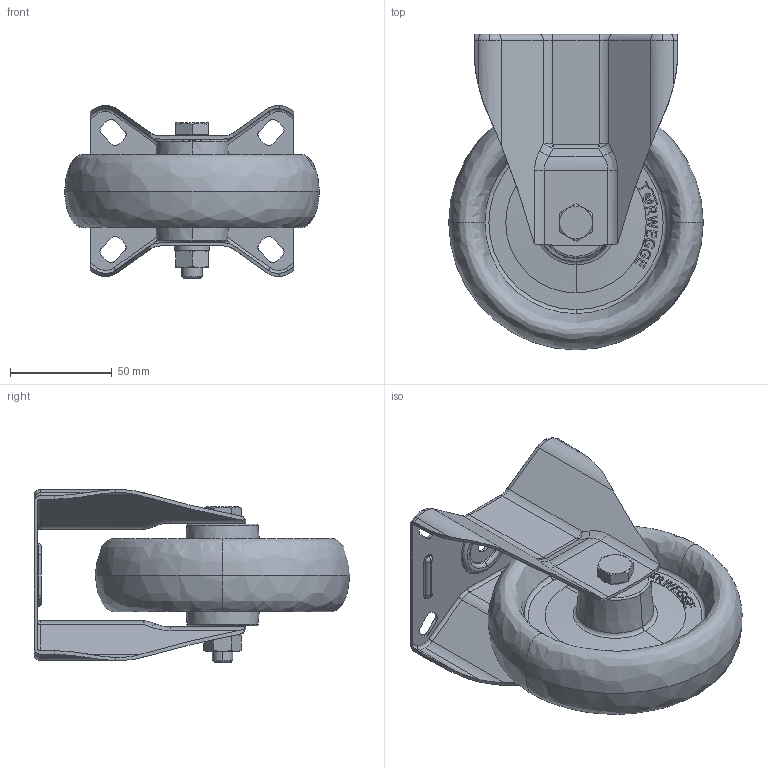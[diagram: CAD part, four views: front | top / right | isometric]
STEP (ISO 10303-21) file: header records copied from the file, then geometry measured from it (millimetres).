
FILE_DESCRIPTION (( 'STEP AP214' ), '1' );
FILE_NAME ('0023289_B-IV-PALB-125-G_(A-01).step', '2019-08-01T09:27:11', ( '' ), ( '' ), 'SwSTEP 2.0', 'SolidWorks 2018', '' );
FILE_SCHEMA (( 'AUTOMOTIVE_DESIGN' ));
Length unit declared in the file: millimetre
Products named in the file (1): 0023289_B-IV-PALB-125-G_(A-01)
Bounding box: 125 x 155 x 85 mm (x, y, z)
Volume: 290125.8 mm3; surface area: 102182.6 mm2
Topology: 18 solids, 18 shells, 519 faces, 1260 edges, 780 vertices
Faces by surface type: plane 187, cylinder 151, torus 86, bspline 59, cone 36
Entity records: 22158 total; most frequent: CARTESIAN_POINT 4437, ORIENTED_EDGE 2504, DIRECTION 2430, EDGE_CURVE 1252, AXIS2_PLACEMENT_3D 925, VERTEX_POINT 780, LINE 580, VECTOR 580
